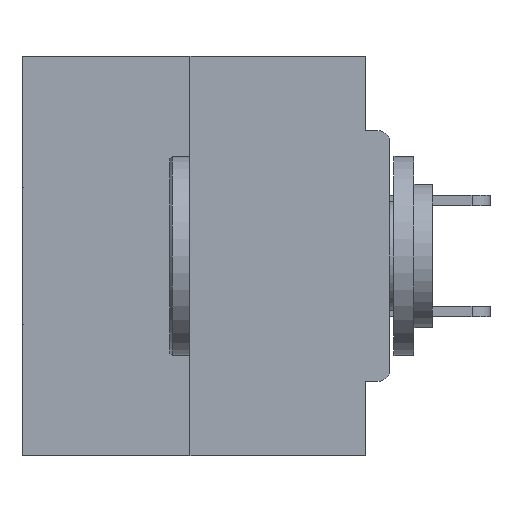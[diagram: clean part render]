
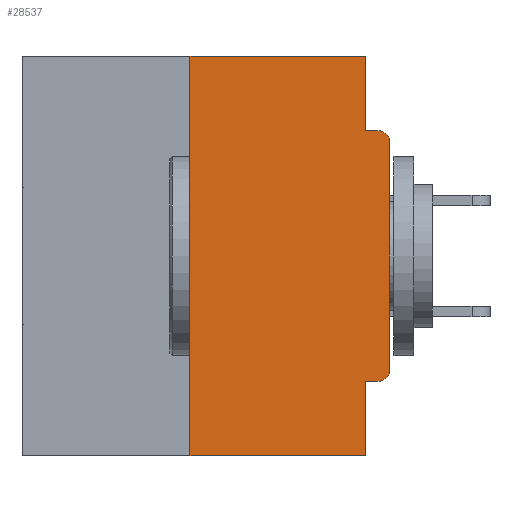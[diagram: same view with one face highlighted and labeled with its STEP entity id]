
A CAD part, left-side view. The second image highlights one B-rep face of the part: STEP entity #28537.
In plain terms, the highlighted planar face has unit normal (-1, 0, 0).
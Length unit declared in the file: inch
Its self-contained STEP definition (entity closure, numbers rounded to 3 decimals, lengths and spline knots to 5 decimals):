
#72 = LINE ( 'NONE', #3996, #8039 ) ;
#235 = CARTESIAN_POINT ( 'NONE',  ( 0., 0., 0. ) ) ;
#306 = ORIENTED_EDGE ( 'NONE', *, *, #32844, .F. ) ;
#1101 = VERTEX_POINT ( 'NONE', #32465 ) ;
#1761 = EDGE_CURVE ( 'NONE', #27364, #27861, #33744, .T. ) ;
#2214 = PLANE ( 'NONE',  #11423 ) ;
#3388 = EDGE_CURVE ( 'NONE', #8715, #23469, #6551, .T. ) ;
#3469 = VECTOR ( 'NONE', #10181, 39.37008 ) ;
#3996 = CARTESIAN_POINT ( 'NONE',  ( 0., 0., -0.0935 ) ) ;
#4005 = VERTEX_POINT ( 'NONE', #38530 ) ;
#5660 = CARTESIAN_POINT ( 'NONE',  ( 0., 0.031, -0.4065 ) ) ;
#5715 = ORIENTED_EDGE ( 'NONE', *, *, #29824, .T. ) ;
#6551 = LINE ( 'NONE', #16289, #13011 ) ;
#6663 = VERTEX_POINT ( 'NONE', #24480 ) ;
#6807 = CIRCLE ( 'NONE', #19411, 0.015 ) ;
#7014 = DIRECTION ( 'NONE',  ( 0., -1., 0. ) ) ;
#7910 = CARTESIAN_POINT ( 'NONE',  ( 0., 0.015, -0.1085 ) ) ;
#8039 = VECTOR ( 'NONE', #7014, 39.37008 ) ;
#8284 = DIRECTION ( 'NONE',  ( 0., -1., 0. ) ) ;
#8382 = VECTOR ( 'NONE', #8284, 39.37008 ) ;
#8703 = VERTEX_POINT ( 'NONE', #27131 ) ;
#8715 = VERTEX_POINT ( 'NONE', #33608 ) ;
#8808 = ORIENTED_EDGE ( 'NONE', *, *, #34787, .F. ) ;
#9072 = DIRECTION ( 'NONE',  ( 0., -1., 0. ) ) ;
#9315 = LINE ( 'NONE', #28972, #8382 ) ;
#10181 = DIRECTION ( 'NONE',  ( 0., 0., -1. ) ) ;
#10485 = EDGE_CURVE ( 'NONE', #8715, #11285, #6807, .T. ) ;
#10568 = VECTOR ( 'NONE', #27846, 39.37008 ) ;
#11186 = CARTESIAN_POINT ( 'NONE',  ( 0., 0.46, 0. ) ) ;
#11285 = VERTEX_POINT ( 'NONE', #37899 ) ;
#11423 = AXIS2_PLACEMENT_3D ( 'NONE', #11186, #32095, #25499 ) ;
#11818 = EDGE_CURVE ( 'NONE', #8703, #1101, #30926, .T. ) ;
#11907 = CARTESIAN_POINT ( 'NONE',  ( 0., 0.25, 0. ) ) ;
#12444 = EDGE_LOOP ( 'NONE', ( #306, #30938, #12717, #8808, #25048, #20410, #5715, #24029, #33790, #18630 ) ) ;
#12717 = ORIENTED_EDGE ( 'NONE', *, *, #21173, .T. ) ;
#13011 = VECTOR ( 'NONE', #22328, 39.37008 ) ;
#15422 = CARTESIAN_POINT ( 'NONE',  ( 0., 0.46, 0. ) ) ;
#16289 = CARTESIAN_POINT ( 'NONE',  ( 0., 0., -0.4065 ) ) ;
#18630 = ORIENTED_EDGE ( 'NONE', *, *, #1761, .F. ) ;
#19269 = CARTESIAN_POINT ( 'NONE',  ( 0., 0.015, -0.3915 ) ) ;
#19282 = CARTESIAN_POINT ( 'NONE',  ( 0., 0.031, -0.5 ) ) ;
#19411 = AXIS2_PLACEMENT_3D ( 'NONE', #19269, #27737, #37091 ) ;
#19941 = CARTESIAN_POINT ( 'NONE',  ( 0., 0.031, -0.5 ) ) ;
#20145 = LINE ( 'NONE', #11907, #27112 ) ;
#20410 = ORIENTED_EDGE ( 'NONE', *, *, #10485, .T. ) ;
#20443 = VERTEX_POINT ( 'NONE', #19941 ) ;
#21173 = EDGE_CURVE ( 'NONE', #6663, #20443, #9315, .T. ) ;
#22328 = DIRECTION ( 'NONE',  ( 0., 1., 0. ) ) ;
#22783 = AXIS2_PLACEMENT_3D ( 'NONE', #7910, #29115, #34665 ) ;
#23469 = VERTEX_POINT ( 'NONE', #5660 ) ;
#24029 = ORIENTED_EDGE ( 'NONE', *, *, #11818, .T. ) ;
#24480 = CARTESIAN_POINT ( 'NONE',  ( 0., 0.25, -0.5 ) ) ;
#24750 = VECTOR ( 'NONE', #35364, 39.37008 ) ;
#25048 = ORIENTED_EDGE ( 'NONE', *, *, #3388, .F. ) ;
#25499 = DIRECTION ( 'NONE',  ( 0., 0., -1. ) ) ;
#25761 = EDGE_CURVE ( 'NONE', #6663, #4005, #20145, .T. ) ;
#26767 = LINE ( 'NONE', #19282, #3469 ) ;
#27112 = VECTOR ( 'NONE', #29683, 39.37008 ) ;
#27131 = CARTESIAN_POINT ( 'NONE',  ( 0., 0., -0.1085 ) ) ;
#27364 = VERTEX_POINT ( 'NONE', #27880 ) ;
#27428 = CARTESIAN_POINT ( 'NONE',  ( 0., 0.031, 0. ) ) ;
#27737 = DIRECTION ( 'NONE',  ( -1., 0., 0. ) ) ;
#27846 = DIRECTION ( 'NONE',  ( 0., 0., 1. ) ) ;
#27861 = VERTEX_POINT ( 'NONE', #28473 ) ;
#27880 = CARTESIAN_POINT ( 'NONE',  ( 0., 0.031, 0. ) ) ;
#28015 = VECTOR ( 'NONE', #9072, 39.37008 ) ;
#28287 = LINE ( 'NONE', #235, #10568 ) ;
#28473 = CARTESIAN_POINT ( 'NONE',  ( 0., 0.031, -0.0935 ) ) ;
#28537 = ADVANCED_FACE ( 'NONE', ( #34531 ), #2214, .F. ) ;
#28972 = CARTESIAN_POINT ( 'NONE',  ( 0., 0.46, -0.5 ) ) ;
#29115 = DIRECTION ( 'NONE',  ( -1., 0., 0. ) ) ;
#29683 = DIRECTION ( 'NONE',  ( 0., 0., 1. ) ) ;
#29824 = EDGE_CURVE ( 'NONE', #11285, #8703, #28287, .T. ) ;
#30926 = CIRCLE ( 'NONE', #22783, 0.015 ) ;
#30938 = ORIENTED_EDGE ( 'NONE', *, *, #25761, .F. ) ;
#32095 = DIRECTION ( 'NONE',  ( 1., 0., 0. ) ) ;
#32465 = CARTESIAN_POINT ( 'NONE',  ( 0., 0.015, -0.0935 ) ) ;
#32844 = EDGE_CURVE ( 'NONE', #4005, #27364, #36043, .T. ) ;
#33608 = CARTESIAN_POINT ( 'NONE',  ( 0., 0.015, -0.4065 ) ) ;
#33744 = LINE ( 'NONE', #27428, #24750 ) ;
#33790 = ORIENTED_EDGE ( 'NONE', *, *, #36174, .F. ) ;
#34531 = FACE_OUTER_BOUND ( 'NONE', #12444, .T. ) ;
#34665 = DIRECTION ( 'NONE',  ( 0., 0., -1. ) ) ;
#34787 = EDGE_CURVE ( 'NONE', #23469, #20443, #26767, .T. ) ;
#35364 = DIRECTION ( 'NONE',  ( 0., 0., -1. ) ) ;
#36043 = LINE ( 'NONE', #15422, #28015 ) ;
#36174 = EDGE_CURVE ( 'NONE', #27861, #1101, #72, .T. ) ;
#37091 = DIRECTION ( 'NONE',  ( 0., 0., -1. ) ) ;
#37899 = CARTESIAN_POINT ( 'NONE',  ( 0., 0., -0.3915 ) ) ;
#38530 = CARTESIAN_POINT ( 'NONE',  ( 0., 0.25, 0. ) ) ;
